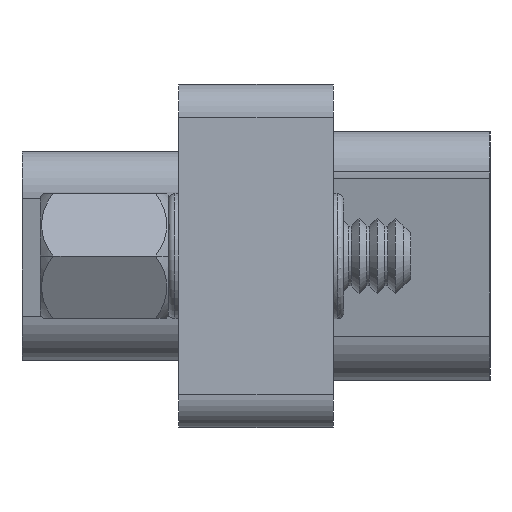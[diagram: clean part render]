
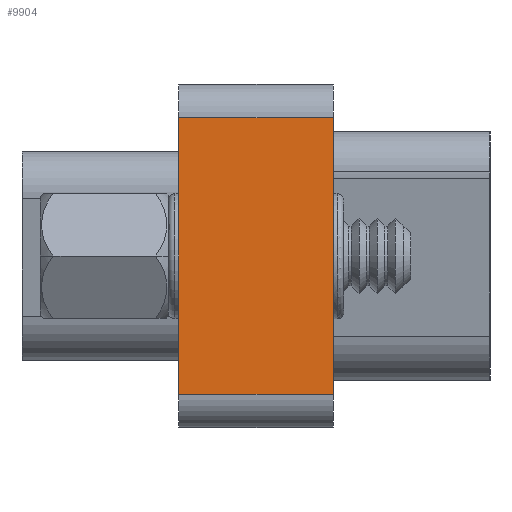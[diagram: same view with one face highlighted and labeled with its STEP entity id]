
A CAD part, left-side view. The second image highlights one B-rep face of the part: STEP entity #9904.
In plain terms, the highlighted planar face has unit normal (-1, 0, 0).
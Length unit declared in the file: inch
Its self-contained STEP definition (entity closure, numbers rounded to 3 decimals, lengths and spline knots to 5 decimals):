
#8768 = EDGE_CURVE ( 'NONE', #8803, #8769, #35228, .T. ) ;
#8769 = VERTEX_POINT ( 'NONE', #35224 ) ;
#8803 = VERTEX_POINT ( 'NONE', #35280 ) ;
#9853 = EDGE_CURVE ( 'NONE', #8803, #9909, #24214, .T. ) ;
#9904 = ADVANCED_FACE ( 'NONE', ( #24312 ), #24314, .F. ) ;
#9905 = EDGE_LOOP ( 'NONE', ( #9907, #9911, #9913, #9914 ) ) ;
#9907 = ORIENTED_EDGE ( 'NONE', *, *, #9908, .T. ) ;
#9908 = EDGE_CURVE ( 'NONE', #9909, #9910, #24347, .T. ) ;
#9909 = VERTEX_POINT ( 'NONE', #24342 ) ;
#9910 = VERTEX_POINT ( 'NONE', #24341 ) ;
#9911 = ORIENTED_EDGE ( 'NONE', *, *, #9912, .T. ) ;
#9912 = EDGE_CURVE ( 'NONE', #9910, #8769, #24340, .T. ) ;
#9913 = ORIENTED_EDGE ( 'NONE', *, *, #8768, .F. ) ;
#9914 = ORIENTED_EDGE ( 'NONE', *, *, #9853, .T. ) ;
#24211 = DIRECTION ( 'NONE',  ( 0., -1., 0. ) ) ;
#24212 = VECTOR ( 'NONE', #24211, 39.37008 ) ;
#24213 = CARTESIAN_POINT ( 'NONE',  ( -1.38, 0.115, -0.205 ) ) ;
#24214 = LINE ( 'NONE', #24213, #24212 ) ;
#24304 = DIRECTION ( 'NONE',  ( 0., 0., -1. ) ) ;
#24305 = DIRECTION ( 'NONE',  ( 1., 0., 0. ) ) ;
#24306 = CARTESIAN_POINT ( 'NONE',  ( -1.38, 0.115, 0.255 ) ) ;
#24311 = AXIS2_PLACEMENT_3D ( 'NONE', #24306, #24305, #24304 ) ;
#24312 = FACE_OUTER_BOUND ( 'NONE', #9905, .T. ) ;
#24314 = PLANE ( 'NONE',  #24311 ) ;
#24337 = DIRECTION ( 'NONE',  ( 0., 1., 0. ) ) ;
#24338 = VECTOR ( 'NONE', #24337, 39.37008 ) ;
#24339 = CARTESIAN_POINT ( 'NONE',  ( -1.38, 0.115, 0.205 ) ) ;
#24340 = LINE ( 'NONE', #24339, #24338 ) ;
#24341 = CARTESIAN_POINT ( 'NONE',  ( -1.38, -0.115, 0.205 ) ) ;
#24342 = CARTESIAN_POINT ( 'NONE',  ( -1.38, -0.115, -0.205 ) ) ;
#24344 = DIRECTION ( 'NONE',  ( 0., 0., 1. ) ) ;
#24345 = VECTOR ( 'NONE', #24344, 39.37008 ) ;
#24346 = CARTESIAN_POINT ( 'NONE',  ( -1.38, -0.115, 0.255 ) ) ;
#24347 = LINE ( 'NONE', #24346, #24345 ) ;
#35224 = CARTESIAN_POINT ( 'NONE',  ( -1.38, 0.115, 0.205 ) ) ;
#35225 = DIRECTION ( 'NONE',  ( 0., 0., 1. ) ) ;
#35226 = VECTOR ( 'NONE', #35225, 39.37008 ) ;
#35227 = CARTESIAN_POINT ( 'NONE',  ( -1.38, 0.115, 0.255 ) ) ;
#35228 = LINE ( 'NONE', #35227, #35226 ) ;
#35280 = CARTESIAN_POINT ( 'NONE',  ( -1.38, 0.115, -0.205 ) ) ;
